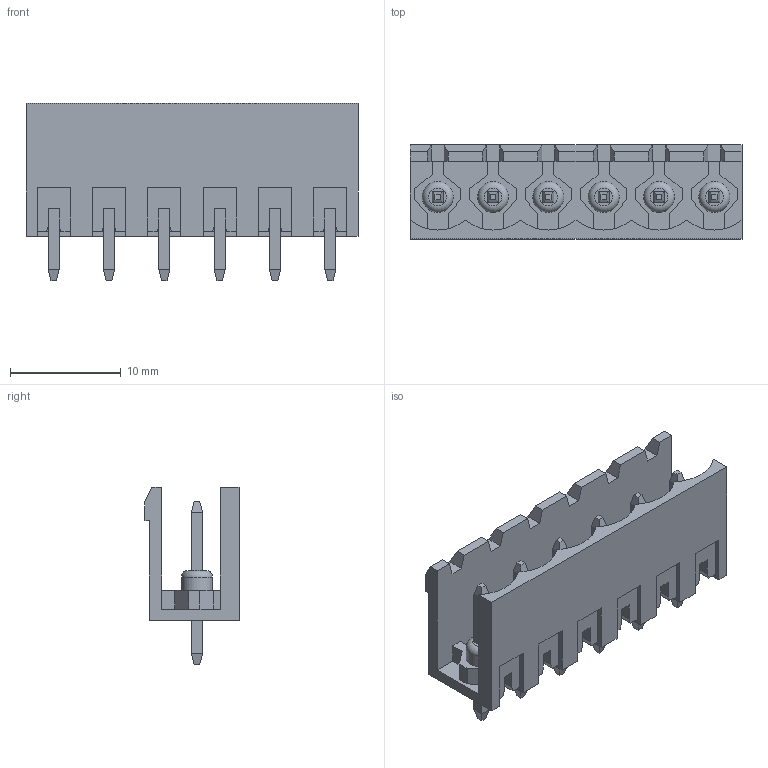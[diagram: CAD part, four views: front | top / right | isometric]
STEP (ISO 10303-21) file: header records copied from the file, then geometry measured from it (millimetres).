
FILE_DESCRIPTION( ( 'Unknown' ), '1' );
FILE_NAME( '691311700006.stp', 'Unknown', ( 'Unknown' ), ( 'Unknown' ), 'PSStep 14.0', 'Unknown', ' ' );
FILE_SCHEMA( ( 'AUTOMOTIVE_DESIGN { 1 0 10303 214 1 1 1 1 }' ) );
Length unit declared in the file: millimetre
Products named in the file (3): Assem1; 6913117000xx_PIN; 691311700106
Assembly tree (7 placements, depth 2):
  Assem1
    6913117000xx_PIN  x6
    691311700106
Bounding box: 30 x 8.5 x 16 mm (x, y, z)
Volume: 1106.5 mm3; surface area: 2691.2 mm2
Topology: 7 solids, 7 shells, 300 faces, 798 edges, 512 vertices
Faces by surface type: plane 282, cylinder 12, torus 6
Full cylindrical faces by diameter (mm): 2.8 x6
Entity records: 9208 total; most frequent: CARTESIAN_POINT 1304, ORIENTED_EDGE 1280, DIRECTION 1158, EDGE_CURVE 640, LINE 598, VECTOR 598, VERTEX_POINT 426, AXIS2_PLACEMENT_3D 280
